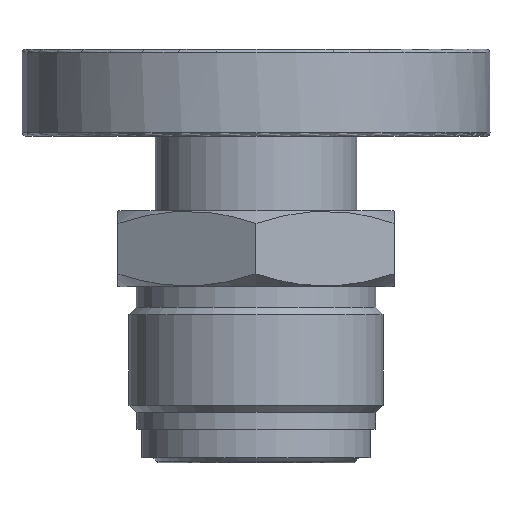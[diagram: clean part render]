
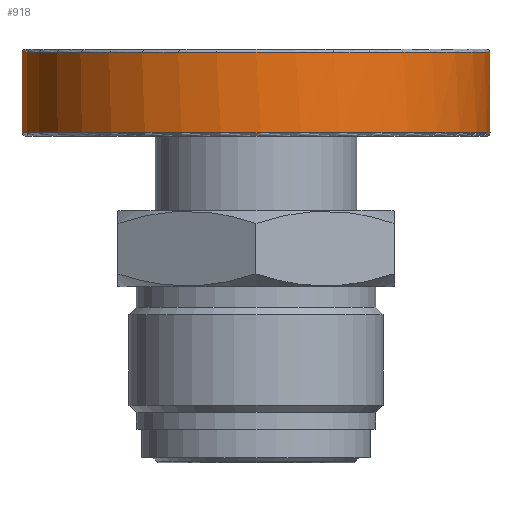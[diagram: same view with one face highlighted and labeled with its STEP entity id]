
A CAD part, front view. The second image highlights one B-rep face of the part: STEP entity #918.
In plain terms, the highlighted cylindrical face has radius 35 mm (diameter 70 mm), a full revolution.
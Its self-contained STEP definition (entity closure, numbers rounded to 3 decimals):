
#251=CARTESIAN_POINT('',(34.968,-1.5,12.5));
#252=VERTEX_POINT('',#251);
#268=CARTESIAN_POINT('',(34.968,1.5,12.5));
#269=VERTEX_POINT('',#268);
#270=CARTESIAN_POINT('',(34.968,1.5,12.5));
#271=CARTESIAN_POINT('',(34.978,1.273,12.33));
#272=CARTESIAN_POINT('',(34.987,1.009,12.194));
#273=CARTESIAN_POINT('',(34.992,0.732,12.11));
#274=CARTESIAN_POINT('',(34.997,0.527,12.047));
#275=CARTESIAN_POINT('',(34.999,0.315,12.011));
#276=CARTESIAN_POINT('',(35.,0.11,12.002));
#277=CARTESIAN_POINT('',(35.,-0.032,11.996));
#278=CARTESIAN_POINT('',(35.,-0.172,12.002));
#279=CARTESIAN_POINT('',(34.999,-0.315,12.02));
#280=CARTESIAN_POINT('',(34.995,-0.659,12.064));
#281=CARTESIAN_POINT('',(34.987,-1.007,12.185));
#282=CARTESIAN_POINT('',(34.976,-1.307,12.369));
#283=CARTESIAN_POINT('',(34.973,-1.374,12.41));
#284=CARTESIAN_POINT('',(34.97,-1.438,12.454));
#285=CARTESIAN_POINT('',(34.968,-1.5,12.5));
#286=B_SPLINE_CURVE_WITH_KNOTS('',3,(#270,#271,#272,#273,#274,#275,#276,#277,#278,#279,#280,#281,#282,#283,#284,#285),.UNSPECIFIED.,.F.,.U.,(4,3,3,3,3,4),(0.977,1.059,1.12,1.161,1.262,1.284),.UNSPECIFIED.);
#287=EDGE_CURVE('',#269,#252,#286,.T.);
#467=CARTESIAN_POINT('',(-34.968,1.5,12.5));
#468=VERTEX_POINT('',#467);
#469=CARTESIAN_POINT('',(0.0,0.0,12.5));
#470=DIRECTION('',(0.0,0.0,1.0));
#471=DIRECTION('',(-1.0,0.0,0.0));
#472=AXIS2_PLACEMENT_3D('',#469,#470,#471);
#473=CIRCLE('',#472,35.0);
#474=EDGE_CURVE('',#269,#468,#473,.T.);
#502=CARTESIAN_POINT('',(-34.968,-1.5,12.5));
#503=VERTEX_POINT('',#502);
#504=CARTESIAN_POINT('',(-34.968,-1.5,12.5));
#505=CARTESIAN_POINT('',(-34.978,-1.273,12.33));
#506=CARTESIAN_POINT('',(-34.987,-1.009,12.194));
#507=CARTESIAN_POINT('',(-34.992,-0.732,12.11));
#508=CARTESIAN_POINT('',(-34.997,-0.527,12.047));
#509=CARTESIAN_POINT('',(-34.999,-0.315,12.011));
#510=CARTESIAN_POINT('',(-35.,-0.11,12.002));
#511=CARTESIAN_POINT('',(-35.,0.032,11.996));
#512=CARTESIAN_POINT('',(-35.,0.172,12.002));
#513=CARTESIAN_POINT('',(-34.999,0.315,12.02));
#514=CARTESIAN_POINT('',(-34.995,0.659,12.064));
#515=CARTESIAN_POINT('',(-34.987,1.007,12.185));
#516=CARTESIAN_POINT('',(-34.976,1.307,12.369));
#517=CARTESIAN_POINT('',(-34.973,1.374,12.41));
#518=CARTESIAN_POINT('',(-34.97,1.438,12.454));
#519=CARTESIAN_POINT('',(-34.968,1.5,12.5));
#520=B_SPLINE_CURVE_WITH_KNOTS('',3,(#504,#505,#506,#507,#508,#509,#510,#511,#512,#513,#514,#515,#516,#517,#518,#519),.UNSPECIFIED.,.F.,.U.,(4,3,3,3,3,4),(0.223,0.305,0.366,0.408,0.508,0.53),.UNSPECIFIED.);
#521=EDGE_CURVE('',#503,#468,#520,.T.);
#875=CARTESIAN_POINT('',(35.0,0.,0.5));
#876=VERTEX_POINT('',#875);
#877=CARTESIAN_POINT('',(0.0,0.0,0.5));
#878=DIRECTION('',(0.0,0.0,-1.0));
#879=DIRECTION('',(-1.0,0.0,0.0));
#880=AXIS2_PLACEMENT_3D('',#877,#878,#879);
#881=CIRCLE('',#880,35.0);
#882=EDGE_CURVE('',#876,#876,#881,.T.);
#898=CARTESIAN_POINT('',(0.0,0.0,0.0));
#899=DIRECTION('',(0.0,0.0,1.0));
#900=DIRECTION('',(-1.0,0.0,0.0));
#901=AXIS2_PLACEMENT_3D('',#898,#899,#900);
#902=CYLINDRICAL_SURFACE('',#901,35.0);
#903=ORIENTED_EDGE('',*,*,#287,.T.);
#904=CARTESIAN_POINT('',(0.0,0.0,12.5));
#905=DIRECTION('',(0.0,0.0,1.0));
#906=DIRECTION('',(-1.0,0.0,0.0));
#907=AXIS2_PLACEMENT_3D('',#904,#905,#906);
#908=CIRCLE('',#907,35.0);
#909=EDGE_CURVE('',#503,#252,#908,.T.);
#910=ORIENTED_EDGE('',*,*,#909,.F.);
#911=ORIENTED_EDGE('',*,*,#521,.T.);
#912=ORIENTED_EDGE('',*,*,#474,.F.);
#913=EDGE_LOOP('',(#903,#910,#911,#912));
#914=FACE_OUTER_BOUND('',#913,.T.);
#915=ORIENTED_EDGE('',*,*,#882,.F.);
#916=EDGE_LOOP('',(#915));
#917=FACE_BOUND('',#916,.T.);
#918=ADVANCED_FACE('',(#914,#917),#902,.T.);
